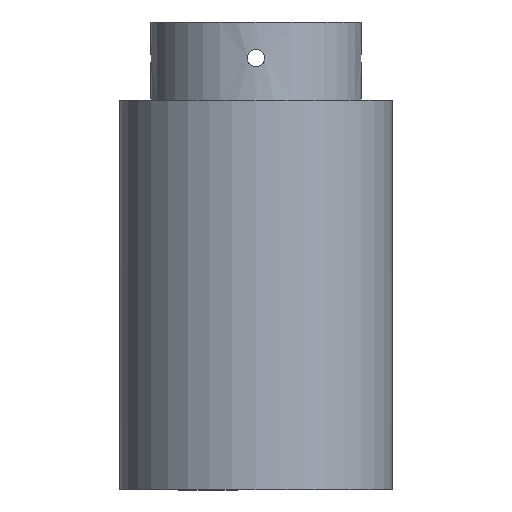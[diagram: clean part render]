
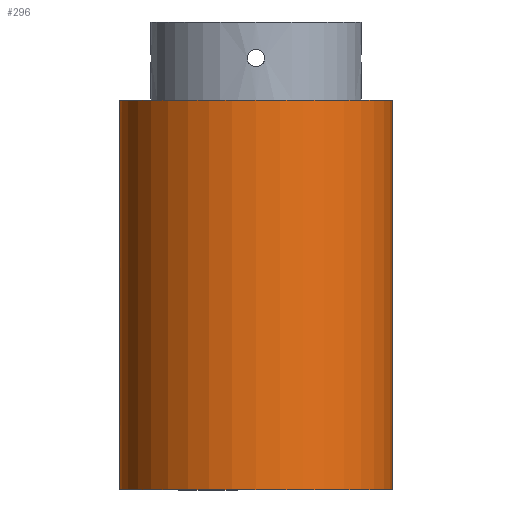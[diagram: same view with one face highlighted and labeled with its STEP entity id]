
A CAD part, left-side view. The second image highlights one B-rep face of the part: STEP entity #296.
In plain terms, the highlighted cylindrical face has radius 35 mm (diameter 70 mm), a full revolution.
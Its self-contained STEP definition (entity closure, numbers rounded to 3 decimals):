
#22=FACE_BOUND('',#69,.T.);
#23=FACE_BOUND('',#70,.T.);
#33=CIRCLE('',#327,35.);
#35=CIRCLE('',#331,35.);
#47=FACE_OUTER_BOUND('',#68,.T.);
#68=EDGE_LOOP('',(#233,#234,#235,#236));
#69=EDGE_LOOP('',(#237));
#70=EDGE_LOOP('',(#238,#239));
#88=LINE('',#726,#100);
#100=VECTOR('',#375,16.);
#107=B_SPLINE_CURVE_WITH_KNOTS('',3,(#402,#403,#404,#405,#406,#407,#408,
#409,#410,#411),.UNSPECIFIED.,.F.,.F.,(4,2,2,2,4),(1.017,1.102,
1.187,1.272,1.356),.UNSPECIFIED.);
#108=B_SPLINE_CURVE_WITH_KNOTS('',3,(#412,#413,#414,#415,#416,#417,#418,
#419,#420,#421,#422,#423,#424,#425,#426,#427,#428,#429,#430,#431,#432,#433,
#434,#435,#436,#437),.UNSPECIFIED.,.F.,.F.,(4,2,2,2,2,2,2,2,2,2,2,2,4),
(1.356,1.441,1.526,1.611,1.696,
1.78,1.865,1.95,2.035,2.119,
2.204,2.289,2.374),.UNSPECIFIED.);
#111=B_SPLINE_CURVE_WITH_KNOTS('',3,(#512,#513,#514,#515,#516,#517,#518,
#519,#520,#521,#522,#523,#524,#525,#526,#527,#528,#529,#530,#531,#532,#533,
#534,#535,#536,#537,#538,#539,#540,#541,#542,#543,#544,#545),
 .UNSPECIFIED.,.T.,.F.,(4,2,2,2,2,2,2,2,2,2,2,2,2,2,2,2,4),(0.,0.085,
0.17,0.254,0.339,0.424,
0.509,0.593,0.678,0.763,
0.848,0.933,1.017,1.102,1.187,
1.272,1.356),.UNSPECIFIED.);
#128=VERTEX_POINT('',#400);
#129=VERTEX_POINT('',#401);
#132=VERTEX_POINT('',#510);
#137=VERTEX_POINT('',#558);
#149=VERTEX_POINT('',#724);
#157=EDGE_CURVE('',#128,#129,#107,.T.);
#158=EDGE_CURVE('',#129,#128,#108,.T.);
#163=EDGE_CURVE('',#132,#132,#111,.T.);
#169=EDGE_CURVE('',#137,#137,#33,.T.);
#183=EDGE_CURVE('',#149,#149,#35,.F.);
#184=EDGE_CURVE('',#149,#137,#88,.T.);
#233=ORIENTED_EDGE('',*,*,#183,.T.);
#234=ORIENTED_EDGE('',*,*,#184,.T.);
#235=ORIENTED_EDGE('',*,*,#169,.T.);
#236=ORIENTED_EDGE('',*,*,#184,.F.);
#237=ORIENTED_EDGE('',*,*,#163,.T.);
#238=ORIENTED_EDGE('',*,*,#157,.T.);
#239=ORIENTED_EDGE('',*,*,#158,.T.);
#284=CYLINDRICAL_SURFACE('',#330,35.);
#296=ADVANCED_FACE('',(#47,#22,#23),#284,.T.);
#327=AXIS2_PLACEMENT_3D('',#559,#363,#364);
#330=AXIS2_PLACEMENT_3D('',#723,#371,#372);
#331=AXIS2_PLACEMENT_3D('',#725,#373,#374);
#363=DIRECTION('center_axis',(0.,0.,
-1.));
#364=DIRECTION('ref_axis',(-1.,0.,0.));
#371=DIRECTION('center_axis',(0.,0.,
-1.));
#372=DIRECTION('ref_axis',(-1.,0.,0.));
#373=DIRECTION('center_axis',(0.,0.,
-1.));
#374=DIRECTION('ref_axis',(-1.,0.,0.));
#375=DIRECTION('',(0.,0.,1.));
#400=CARTESIAN_POINT('',(-0.161,35.132,-91.022));
#401=CARTESIAN_POINT('',(-2.411,35.06,-93.272));
#402=CARTESIAN_POINT('Ctrl Pts',(-0.161,35.132,-91.022));
#403=CARTESIAN_POINT('Ctrl Pts',(-0.443,35.132,-91.022));
#404=CARTESIAN_POINT('Ctrl Pts',(-0.745,35.128,-91.079));
#405=CARTESIAN_POINT('Ctrl Pts',(-1.299,35.115,-91.308));
#406=CARTESIAN_POINT('Ctrl Pts',(-1.552,35.105,-91.481));
#407=CARTESIAN_POINT('Ctrl Pts',(-1.951,35.087,-91.881));
#408=CARTESIAN_POINT('Ctrl Pts',(-2.125,35.077,-92.134));
#409=CARTESIAN_POINT('Ctrl Pts',(-2.354,35.064,-92.688));
#410=CARTESIAN_POINT('Ctrl Pts',(-2.411,35.06,-92.99));
#411=CARTESIAN_POINT('Ctrl Pts',(-2.411,35.06,-93.272));
#412=CARTESIAN_POINT('Ctrl Pts',(-2.411,35.06,-93.272));
#413=CARTESIAN_POINT('Ctrl Pts',(-2.411,35.06,-93.555));
#414=CARTESIAN_POINT('Ctrl Pts',(-2.354,35.064,-93.856));
#415=CARTESIAN_POINT('Ctrl Pts',(-2.125,35.077,-94.41));
#416=CARTESIAN_POINT('Ctrl Pts',(-1.951,35.087,-94.663));
#417=CARTESIAN_POINT('Ctrl Pts',(-1.552,35.105,-95.063));
#418=CARTESIAN_POINT('Ctrl Pts',(-1.299,35.115,-95.236));
#419=CARTESIAN_POINT('Ctrl Pts',(-0.745,35.128,-95.466));
#420=CARTESIAN_POINT('Ctrl Pts',(-0.443,35.132,-95.522));
#421=CARTESIAN_POINT('Ctrl Pts',(0.122,35.132,-95.522));
#422=CARTESIAN_POINT('Ctrl Pts',(0.423,35.128,-95.466));
#423=CARTESIAN_POINT('Ctrl Pts',(0.978,35.115,-95.236));
#424=CARTESIAN_POINT('Ctrl Pts',(1.231,35.105,-95.063));
#425=CARTESIAN_POINT('Ctrl Pts',(1.63,35.087,-94.663));
#426=CARTESIAN_POINT('Ctrl Pts',(1.803,35.077,-94.41));
#427=CARTESIAN_POINT('Ctrl Pts',(2.033,35.064,-93.856));
#428=CARTESIAN_POINT('Ctrl Pts',(2.089,35.06,-93.555));
#429=CARTESIAN_POINT('Ctrl Pts',(2.089,35.06,-92.99));
#430=CARTESIAN_POINT('Ctrl Pts',(2.033,35.064,-92.688));
#431=CARTESIAN_POINT('Ctrl Pts',(1.803,35.077,-92.134));
#432=CARTESIAN_POINT('Ctrl Pts',(1.63,35.087,-91.881));
#433=CARTESIAN_POINT('Ctrl Pts',(1.231,35.105,-91.481));
#434=CARTESIAN_POINT('Ctrl Pts',(0.978,35.115,-91.308));
#435=CARTESIAN_POINT('Ctrl Pts',(0.423,35.128,-91.079));
#436=CARTESIAN_POINT('Ctrl Pts',(0.122,35.132,-91.022));
#437=CARTESIAN_POINT('Ctrl Pts',(-0.161,35.132,-91.022));
#510=CARTESIAN_POINT('',(-2.411,-34.795,-93.272));
#512=CARTESIAN_POINT('Ctrl Pts',(-2.411,-34.795,-93.272));
#513=CARTESIAN_POINT('Ctrl Pts',(-2.411,-34.795,-92.99));
#514=CARTESIAN_POINT('Ctrl Pts',(-2.354,-34.799,-92.688));
#515=CARTESIAN_POINT('Ctrl Pts',(-2.125,-34.813,-92.134));
#516=CARTESIAN_POINT('Ctrl Pts',(-1.951,-34.822,-91.881));
#517=CARTESIAN_POINT('Ctrl Pts',(-1.552,-34.841,-91.481));
#518=CARTESIAN_POINT('Ctrl Pts',(-1.299,-34.85,-91.308));
#519=CARTESIAN_POINT('Ctrl Pts',(-0.745,-34.864,-91.079));
#520=CARTESIAN_POINT('Ctrl Pts',(-0.443,-34.868,-91.022));
#521=CARTESIAN_POINT('Ctrl Pts',(0.122,-34.868,-91.022));
#522=CARTESIAN_POINT('Ctrl Pts',(0.423,-34.864,-91.079));
#523=CARTESIAN_POINT('Ctrl Pts',(0.978,-34.85,-91.308));
#524=CARTESIAN_POINT('Ctrl Pts',(1.231,-34.841,-91.481));
#525=CARTESIAN_POINT('Ctrl Pts',(1.63,-34.822,-91.881));
#526=CARTESIAN_POINT('Ctrl Pts',(1.803,-34.813,-92.134));
#527=CARTESIAN_POINT('Ctrl Pts',(2.033,-34.799,-92.688));
#528=CARTESIAN_POINT('Ctrl Pts',(2.089,-34.795,-92.99));
#529=CARTESIAN_POINT('Ctrl Pts',(2.089,-34.795,-93.555));
#530=CARTESIAN_POINT('Ctrl Pts',(2.033,-34.799,-93.856));
#531=CARTESIAN_POINT('Ctrl Pts',(1.803,-34.813,-94.41));
#532=CARTESIAN_POINT('Ctrl Pts',(1.63,-34.822,-94.663));
#533=CARTESIAN_POINT('Ctrl Pts',(1.231,-34.841,-95.063));
#534=CARTESIAN_POINT('Ctrl Pts',(0.978,-34.85,-95.236));
#535=CARTESIAN_POINT('Ctrl Pts',(0.423,-34.864,-95.466));
#536=CARTESIAN_POINT('Ctrl Pts',(0.122,-34.868,-95.522));
#537=CARTESIAN_POINT('Ctrl Pts',(-0.443,-34.868,-95.522));
#538=CARTESIAN_POINT('Ctrl Pts',(-0.745,-34.864,-95.466));
#539=CARTESIAN_POINT('Ctrl Pts',(-1.299,-34.85,-95.236));
#540=CARTESIAN_POINT('Ctrl Pts',(-1.552,-34.841,-95.063));
#541=CARTESIAN_POINT('Ctrl Pts',(-1.951,-34.822,-94.663));
#542=CARTESIAN_POINT('Ctrl Pts',(-2.125,-34.813,-94.41));
#543=CARTESIAN_POINT('Ctrl Pts',(-2.354,-34.799,-93.856));
#544=CARTESIAN_POINT('Ctrl Pts',(-2.411,-34.795,-93.555));
#545=CARTESIAN_POINT('Ctrl Pts',(-2.411,-34.795,-93.272));
#558=CARTESIAN_POINT('',(34.839,0.132,-21.022));
#559=CARTESIAN_POINT('Origin',(-0.161,0.132,-21.022));
#723=CARTESIAN_POINT('Origin',(-0.161,0.132,-13.022));
#724=CARTESIAN_POINT('',(34.839,0.132,-121.022));
#725=CARTESIAN_POINT('Origin',(-0.161,0.132,-121.022));
#726=CARTESIAN_POINT('',(34.839,0.132,-13.022));
